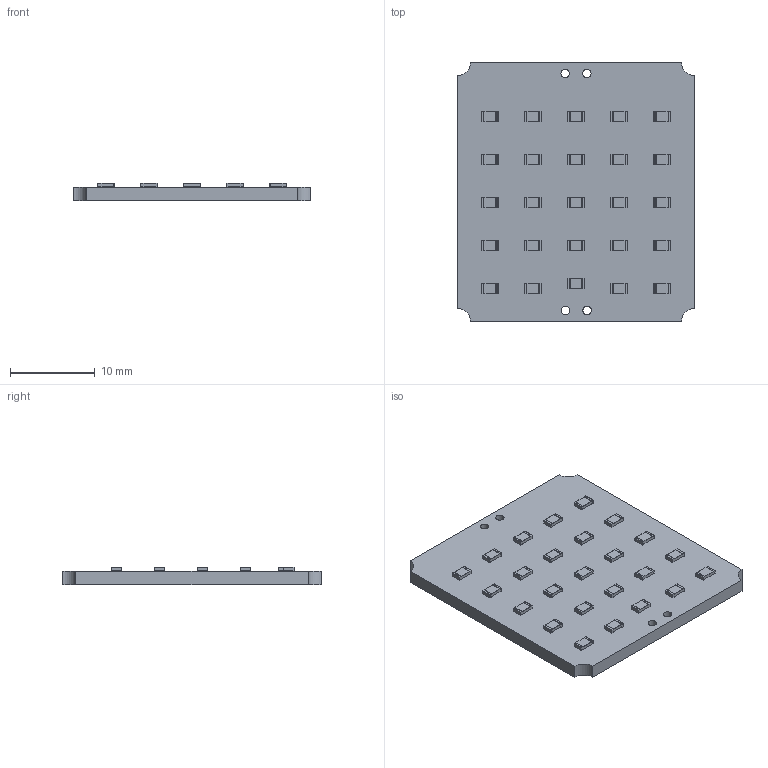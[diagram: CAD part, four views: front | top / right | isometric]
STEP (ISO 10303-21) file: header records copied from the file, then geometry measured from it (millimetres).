
FILE_DESCRIPTION(('FreeCAD Model'),'2;1');
FILE_NAME('PCB backlight.step', '2018-05-17T02:01:41',('kicad StepUp'),('ksu MCAD'), 'Open CASCADE STEP processor 6.8','FreeCAD','Unknown');
FILE_SCHEMA(('AUTOMOTIVE_DESIGN_CC2 { 1 2 10303 214 -1 1 5 4 }'));
Length unit declared in the file: millimetre
Products named in the file (1): R_0805_2012Metric__sp
Bounding box: 27.94 x 30.48 x 2.05 mm (x, y, z)
Volume: 1370.9 mm3; surface area: 2052.2 mm2
Topology: 1 solids, 1 shells, 614 faces, 1736 edges, 1124 vertices
Faces by surface type: plane 406, cylinder 208
Full cylindrical faces by diameter (mm): 1 x4
Entity records: 24168 total; most frequent: CARTESIAN_POINT 3475, ORIENTED_EDGE 3472, DIRECTION 3382, EDGE_CURVE 1736, LINE 1320, VECTOR 1320, VERTEX_POINT 1124, AXIS2_PLACEMENT_3D 1031
